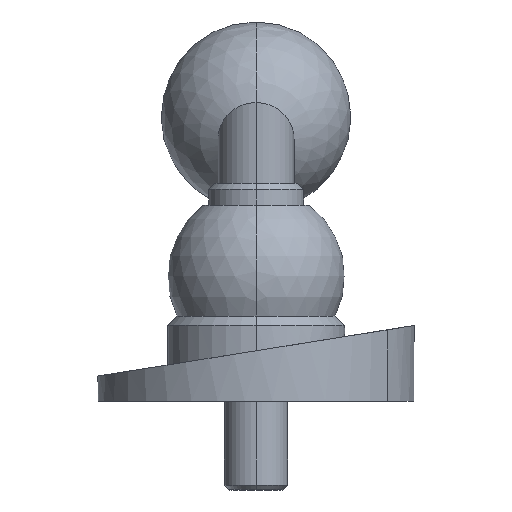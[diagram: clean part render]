
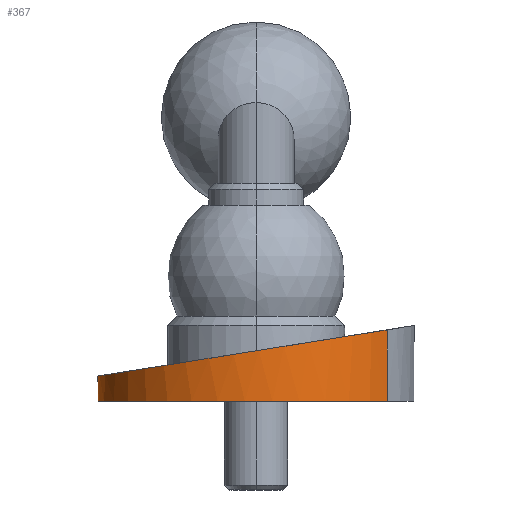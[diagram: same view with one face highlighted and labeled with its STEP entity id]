
A CAD part, left-side view. The second image highlights one B-rep face of the part: STEP entity #367.
In plain terms, the highlighted cylindrical face has radius 25 mm (diameter 50 mm), a partial arc.
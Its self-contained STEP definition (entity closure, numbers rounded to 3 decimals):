
#149=EDGE_CURVE('',#251,#207,#404,.T.);
#207=VERTEX_POINT('',#471);
#213=EDGE_CURVE('',#233,#341,#477,.T.);
#225=EDGE_CURVE('',#233,#207,#490,.T.);
#233=VERTEX_POINT('',#498);
#251=VERTEX_POINT('',#519);
#341=VERTEX_POINT('',#618);
#367=ADVANCED_FACE('',(#648),#649,.T.);
#375=EDGE_CURVE('',#251,#341,#658,.T.);
#404=CIRCLE('',#681,25.0);
#471=CARTESIAN_POINT('',(-14.0,-20.712,0.0));
#477=ELLIPSE('',#778,25.318,25.0);
#490=LINE('',#795,#796);
#498=CARTESIAN_POINT('',(-14.0,-20.712,11.314));
#519=CARTESIAN_POINT('',(14.0,20.712,0.0));
#618=CARTESIAN_POINT('',(14.,20.712,4.686));
#648=FACE_OUTER_BOUND('',#996,.T.);
#649=CYLINDRICAL_SURFACE('',#997,25.0);
#658=LINE('',#1009,#1010);
#681=AXIS2_PLACEMENT_3D('',#1027,#1028,#1029);
#778=AXIS2_PLACEMENT_3D('',#1128,#1129,#1130);
#795=CARTESIAN_POINT('',(-14.0,-20.712,0.0));
#796=VECTOR('',#1148,1.0);
#996=EDGE_LOOP('',(#1346,#1347,#1348,#1349));
#997=AXIS2_PLACEMENT_3D('',#1350,#1351,#1352);
#1009=CARTESIAN_POINT('',(14.0,20.712,0.0));
#1010=VECTOR('',#1362,1.0);
#1027=CARTESIAN_POINT('',(0.0,0.0,0.0));
#1028=DIRECTION('',(0.0,-0.0,1.0));
#1029=DIRECTION('',(0.56,0.828,0.0));
#1128=CARTESIAN_POINT('',(0.0,0.0,8.));
#1129=DIRECTION('',(0.,-0.158,-0.987));
#1130=DIRECTION('',(0.,0.987,-0.158));
#1148=DIRECTION('',(-0.0,-0.0,-1.0));
#1346=ORIENTED_EDGE('',*,*,#225,.F.);
#1347=ORIENTED_EDGE('',*,*,#213,.T.);
#1348=ORIENTED_EDGE('',*,*,#375,.F.);
#1349=ORIENTED_EDGE('',*,*,#149,.T.);
#1350=CARTESIAN_POINT('',(0.0,0.0,0.0));
#1351=DIRECTION('',(-0.0,0.0,-1.0));
#1352=DIRECTION('',(0.56,0.828,0.0));
#1362=DIRECTION('',(0.0,0.0,1.0));
